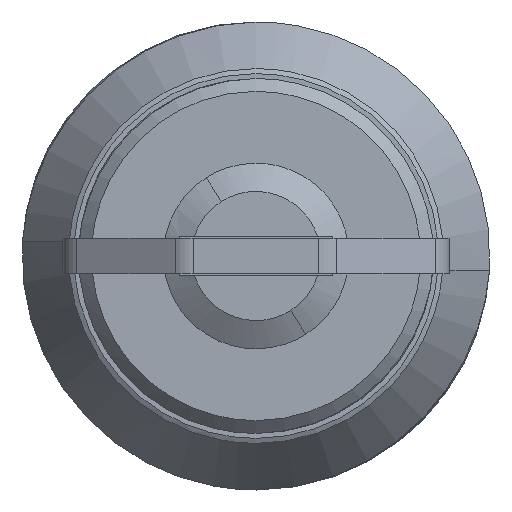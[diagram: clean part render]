
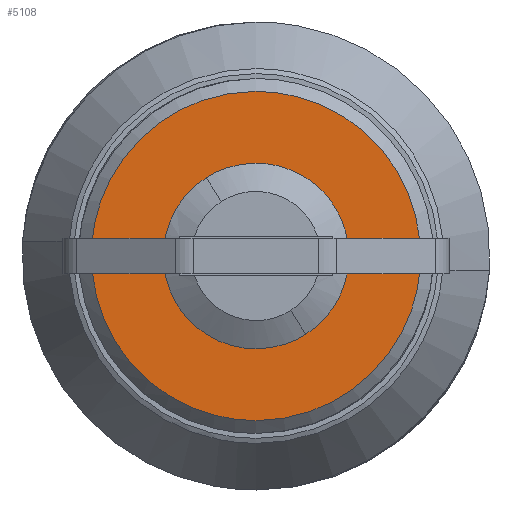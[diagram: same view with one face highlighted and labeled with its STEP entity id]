
A CAD part, front view. The second image highlights one B-rep face of the part: STEP entity #5108.
In plain terms, the highlighted free-form (B-spline) face has degree [1, 1] with [2, 2] control points.
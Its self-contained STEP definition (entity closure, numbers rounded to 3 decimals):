
#4920=CARTESIAN_POINT('',(-10.169,-5.9,0.8));
#4921=VERTEX_POINT('',#4920);
#4927=CARTESIAN_POINT('',(0.,-5.9,10.2));
#4928=VERTEX_POINT('',#4927);
#4929=CARTESIAN_POINT('',(0.,-5.9,10.2));
#4930=CARTESIAN_POINT('',(-9.429,-5.9,10.2));
#4931=CARTESIAN_POINT('',(-10.169,-5.9,0.8));
#4939=(BOUNDED_CURVE()B_SPLINE_CURVE(2,(#4929,#4930,#4931),.UNSPECIFIED.,.F.,.U.)B_SPLINE_CURVE_WITH_KNOTS((3,3),(0.0,0.236),.UNSPECIFIED.)CURVE()GEOMETRIC_REPRESENTATION_ITEM()RATIONAL_B_SPLINE_CURVE((1.0,0.723,0.97))REPRESENTATION_ITEM(''));
#4940=EDGE_CURVE('',#4928,#4921,#4939,.T.);
#4942=CARTESIAN_POINT('',(10.169,-5.9,-0.8));
#4943=VERTEX_POINT('',#4942);
#4944=CARTESIAN_POINT('',(10.169,-5.9,-0.8));
#4945=CARTESIAN_POINT('',(10.2,-5.9,-0.401));
#4946=CARTESIAN_POINT('',(10.2,-5.9,0.));
#4947=CARTESIAN_POINT('',(10.2,-5.9,10.2));
#4948=CARTESIAN_POINT('',(0.,-5.9,10.2));
#4956=(BOUNDED_CURVE()B_SPLINE_CURVE(2,(#4944,#4945,#4946,#4947,#4948),.UNSPECIFIED.,.F.,.U.)B_SPLINE_CURVE_WITH_KNOTS((3,2,3),(0.736,0.75,1.0),.UNSPECIFIED.)CURVE()GEOMETRIC_REPRESENTATION_ITEM()RATIONAL_B_SPLINE_CURVE((0.97,0.984,1.0,0.707,1.0))REPRESENTATION_ITEM(''));
#4957=EDGE_CURVE('',#4943,#4928,#4956,.T.);
#4993=CARTESIAN_POINT('',(0.,-5.9,-10.2));
#4994=VERTEX_POINT('',#4993);
#4995=CARTESIAN_POINT('',(0.,-5.9,-10.2));
#4996=CARTESIAN_POINT('',(9.429,-5.9,-10.2));
#4997=CARTESIAN_POINT('',(10.169,-5.9,-0.8));
#5005=(BOUNDED_CURVE()B_SPLINE_CURVE(2,(#4995,#4996,#4997),.UNSPECIFIED.,.F.,.U.)B_SPLINE_CURVE_WITH_KNOTS((3,3),(0.5,0.736),.UNSPECIFIED.)CURVE()GEOMETRIC_REPRESENTATION_ITEM()RATIONAL_B_SPLINE_CURVE((1.0,0.723,0.97))REPRESENTATION_ITEM(''));
#5006=EDGE_CURVE('',#4994,#4943,#5005,.T.);
#5008=CARTESIAN_POINT('',(-10.169,-5.9,0.8));
#5009=CARTESIAN_POINT('',(-10.2,-5.9,0.401));
#5010=CARTESIAN_POINT('',(-10.2,-5.9,0.));
#5011=CARTESIAN_POINT('',(-10.2,-5.9,-10.2));
#5012=CARTESIAN_POINT('',(0.,-5.9,-10.2));
#5020=(BOUNDED_CURVE()B_SPLINE_CURVE(2,(#5008,#5009,#5010,#5011,#5012),.UNSPECIFIED.,.F.,.U.)B_SPLINE_CURVE_WITH_KNOTS((3,2,3),(0.236,0.25,0.5),.UNSPECIFIED.)CURVE()GEOMETRIC_REPRESENTATION_ITEM()RATIONAL_B_SPLINE_CURVE((0.97,0.984,1.0,0.707,1.0))REPRESENTATION_ITEM(''));
#5021=EDGE_CURVE('',#4921,#4994,#5020,.T.);
#5027=CARTESIAN_POINT('',(11.216,-5.9,-11.219));
#5028=CARTESIAN_POINT('',(11.216,-5.9,11.219));
#5029=CARTESIAN_POINT('',(-11.216,-5.9,-11.219));
#5030=CARTESIAN_POINT('',(-11.216,-5.9,11.219));
#5031=B_SPLINE_SURFACE_WITH_KNOTS('',1,1,((#5027,#5029),(#5028,#5030)),.UNSPECIFIED.,.F.,.F.,.U.,(2,2),(2,2),(0.0,22.438),(0.0,22.432),.UNSPECIFIED.);
#5032=ORIENTED_EDGE('',*,*,#4940,.T.);
#5033=ORIENTED_EDGE('',*,*,#5021,.T.);
#5034=ORIENTED_EDGE('',*,*,#5006,.T.);
#5035=ORIENTED_EDGE('',*,*,#4957,.T.);
#5036=EDGE_LOOP('',(#5032,#5033,#5034,#5035));
#5037=FACE_OUTER_BOUND('',#5036,.T.);
#5038=CARTESIAN_POINT('',(0.,-5.9,-5.75));
#5039=VERTEX_POINT('',#5038);
#5040=CARTESIAN_POINT('',(3.089,-5.9,-4.85));
#5041=VERTEX_POINT('',#5040);
#5042=CARTESIAN_POINT('',(0.,-5.9,-5.75));
#5043=CARTESIAN_POINT('',(1.676,-5.9,-5.75));
#5044=CARTESIAN_POINT('',(3.089,-5.9,-4.85));
#5052=(BOUNDED_CURVE()B_SPLINE_CURVE(2,(#5042,#5043,#5044),.UNSPECIFIED.,.F.,.U.)B_SPLINE_CURVE_WITH_KNOTS((3,3),(0.5,0.592),.UNSPECIFIED.)CURVE()GEOMETRIC_REPRESENTATION_ITEM()RATIONAL_B_SPLINE_CURVE((1.0,0.892,0.864))REPRESENTATION_ITEM(''));
#5053=EDGE_CURVE('',#5039,#5041,#5052,.T.);
#5054=ORIENTED_EDGE('',*,*,#5053,.F.);
#5055=CARTESIAN_POINT('',(-3.089,-5.9,4.85));
#5056=VERTEX_POINT('',#5055);
#5057=CARTESIAN_POINT('',(-3.089,-5.9,4.85));
#5058=CARTESIAN_POINT('',(-3.545,-5.9,4.56));
#5059=CARTESIAN_POINT('',(-4.254,-5.9,3.952));
#5060=CARTESIAN_POINT('',(-5.089,-5.9,2.786));
#5061=CARTESIAN_POINT('',(-5.636,-5.9,1.456));
#5062=CARTESIAN_POINT('',(-5.802,-5.9,0.064));
#5063=CARTESIAN_POINT('',(-5.65,-5.9,-1.282));
#5064=CARTESIAN_POINT('',(-5.304,-5.9,-2.313));
#5065=CARTESIAN_POINT('',(-4.752,-5.9,-3.288));
#5066=CARTESIAN_POINT('',(-4.163,-5.9,-4.008));
#5067=CARTESIAN_POINT('',(-3.374,-5.9,-4.691));
#5068=CARTESIAN_POINT('',(-2.545,-5.9,-5.191));
#5069=CARTESIAN_POINT('',(-1.388,-5.9,-5.63));
#5070=CARTESIAN_POINT('',(-0.54,-5.9,-5.75));
#5071=CARTESIAN_POINT('',(0.,-5.9,-5.75));
#5072=B_SPLINE_CURVE_WITH_KNOTS('',3,(#5057,#5058,#5059,#5060,#5061,#5062,#5063,#5064,#5065,#5066,#5067,#5068,#5069,#5070,#5071),.UNSPECIFIED.,.F.,.U.,(4,1,1,1,1,1,1,1,1,1,1,1,4),(0.,1.619,2.776,4.279,5.898,6.939,8.327,9.136,10.293,11.102,12.259,13.184,14.803),.UNSPECIFIED.);
#5073=EDGE_CURVE('',#5056,#5039,#5072,.T.);
#5074=ORIENTED_EDGE('',*,*,#5073,.F.);
#5075=CARTESIAN_POINT('',(0.,-5.9,5.75));
#5076=VERTEX_POINT('',#5075);
#5077=CARTESIAN_POINT('',(0.,-5.9,5.75));
#5078=CARTESIAN_POINT('',(-1.676,-5.9,5.75));
#5079=CARTESIAN_POINT('',(-3.089,-5.9,4.85));
#5087=(BOUNDED_CURVE()B_SPLINE_CURVE(2,(#5077,#5078,#5079),.UNSPECIFIED.,.F.,.U.)B_SPLINE_CURVE_WITH_KNOTS((3,3),(0.0,0.092),.UNSPECIFIED.)CURVE()GEOMETRIC_REPRESENTATION_ITEM()RATIONAL_B_SPLINE_CURVE((1.0,0.892,0.864))REPRESENTATION_ITEM(''));
#5088=EDGE_CURVE('',#5076,#5056,#5087,.T.);
#5089=ORIENTED_EDGE('',*,*,#5088,.F.);
#5090=CARTESIAN_POINT('',(3.089,-5.9,-4.85));
#5091=CARTESIAN_POINT('',(3.61,-5.9,-4.518));
#5092=CARTESIAN_POINT('',(4.513,-5.9,-3.712));
#5093=CARTESIAN_POINT('',(5.421,-5.9,-2.166));
#5094=CARTESIAN_POINT('',(5.793,-5.9,-0.571));
#5095=CARTESIAN_POINT('',(5.732,-5.9,0.864));
#5096=CARTESIAN_POINT('',(5.359,-5.9,2.248));
#5097=CARTESIAN_POINT('',(4.726,-5.9,3.368));
#5098=CARTESIAN_POINT('',(3.833,-5.9,4.334));
#5099=CARTESIAN_POINT('',(2.801,-5.9,5.091));
#5100=CARTESIAN_POINT('',(1.465,-5.9,5.628));
#5101=CARTESIAN_POINT('',(0.463,-5.9,5.75));
#5102=CARTESIAN_POINT('',(0.,-5.9,5.75));
#5103=B_SPLINE_CURVE_WITH_KNOTS('',3,(#5090,#5091,#5092,#5093,#5094,#5095,#5096,#5097,#5098,#5099,#5100,#5101,#5102),.UNSPECIFIED.,.F.,.U.,(4,1,1,1,1,1,1,1,1,1,4),(0.,1.85,3.585,5.32,6.707,7.864,9.599,10.524,11.796,13.415,14.803),.UNSPECIFIED.);
#5104=EDGE_CURVE('',#5041,#5076,#5103,.T.);
#5105=ORIENTED_EDGE('',*,*,#5104,.F.);
#5106=EDGE_LOOP('',(#5054,#5074,#5089,#5105));
#5107=FACE_BOUND('',#5106,.T.);
#5108=ADVANCED_FACE('',(#5037,#5107),#5031,.T.);
